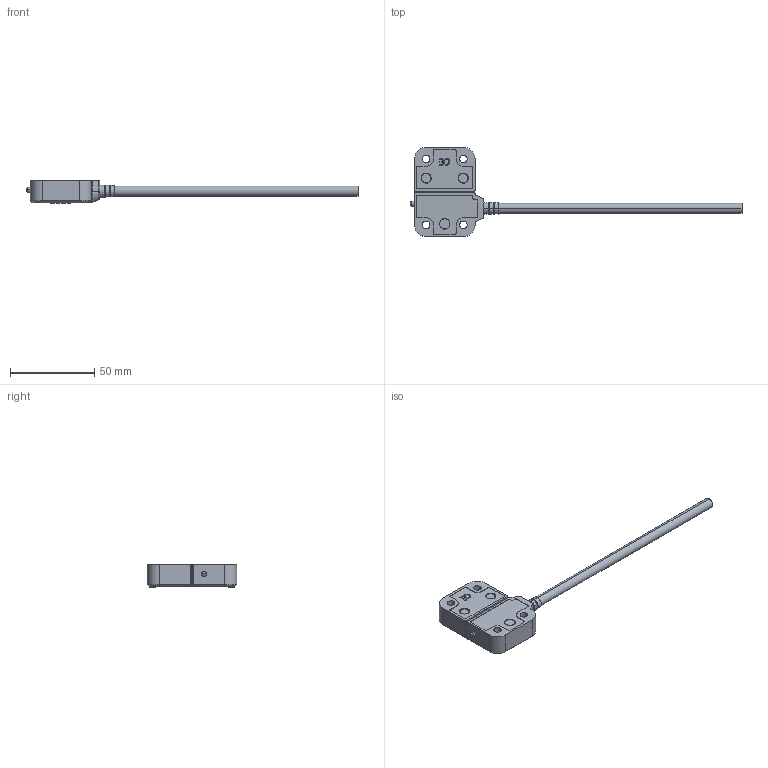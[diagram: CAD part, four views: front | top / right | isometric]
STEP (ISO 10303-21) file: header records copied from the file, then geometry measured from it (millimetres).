
FILE_DESCRIPTION (( 'STEP AP214' ), '1' );
FILE_NAME ('MPC-114106.step', '2017-09-27T14:12:10', ( '' ), ( '' ), 'SwSTEP 2.0', 'SolidWorks 2017', '' );
FILE_SCHEMA (( 'AUTOMOTIVE_DESIGN' ));
Length unit declared in the file: inch
Products named in the file (3): MPC-114106; MPC-114106_1; MPC-114106_2
Assembly tree (2 placements, depth 2):
  MPC-114106
    MPC-114106_1
    MPC-114106_2
Bounding box: 196.8 x 53 x 13.4 mm (x, y, z)
Volume: 17451.5 mm3; surface area: 19189.8 mm2
Topology: 10 solids, 10 shells, 1072 faces, 2686 edges, 1665 vertices
Faces by surface type: plane 453, cylinder 349, bspline 232, cone 38
Entity records: 39127 total; most frequent: CARTESIAN_POINT 14788, ORIENTED_EDGE 5308, DIRECTION 4610, EDGE_CURVE 2654, VERTEX_POINT 1665, AXIS2_PLACEMENT_3D 1540, VECTOR 1530, LINE 1530
